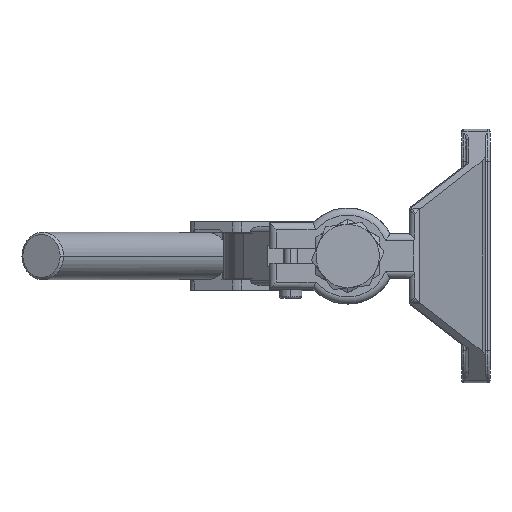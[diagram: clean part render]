
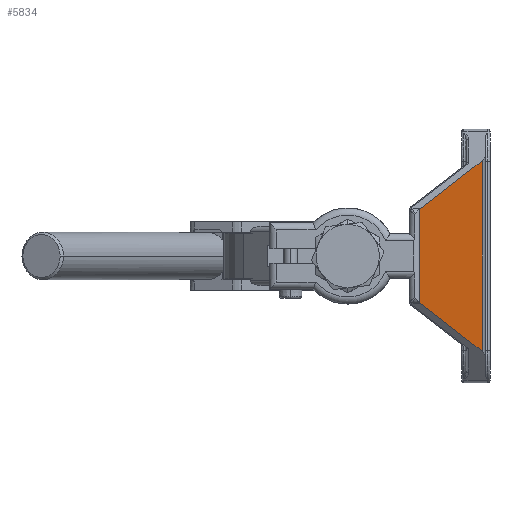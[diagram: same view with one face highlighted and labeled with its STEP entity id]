
A CAD part, left-side view. The second image highlights one B-rep face of the part: STEP entity #5834.
In plain terms, the highlighted planar face has unit normal (-0.5, -0.866, 0).
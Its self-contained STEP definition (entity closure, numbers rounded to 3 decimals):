
#3154 = CARTESIAN_POINT ( 'NONE',  ( -35.247, -61.05, -53.5 ) ) ;
#3159 = PLANE ( 'NONE',  #32756 ) ;
#3162 = DIRECTION ( 'NONE',  ( -0.5, -0.866, 0. ) ) ;
#3163 = DIRECTION ( 'NONE',  ( 0.866, -0.5, 0. ) ) ;
#5834 = ADVANCED_FACE ( 'NONE', ( #34673 ), #3159, .T. ) ;
#9684 = EDGE_LOOP ( 'NONE', ( #9824, #9825, #9826, #9827, #9828, #9829 ) ) ;
#9824 = ORIENTED_EDGE ( 'NONE', *, *, #14355, .T. ) ;
#9825 = ORIENTED_EDGE ( 'NONE', *, *, #14357, .T. ) ;
#9826 = ORIENTED_EDGE ( 'NONE', *, *, #14359, .T. ) ;
#9827 = ORIENTED_EDGE ( 'NONE', *, *, #14361, .T. ) ;
#9828 = ORIENTED_EDGE ( 'NONE', *, *, #14353, .T. ) ;
#9829 = ORIENTED_EDGE ( 'NONE', *, *, #14362, .F. ) ;
#11274 = VERTEX_POINT ( 'NONE', #22318 ) ;
#11275 = VERTEX_POINT ( 'NONE', #22319 ) ;
#11276 = VERTEX_POINT ( 'NONE', #22320 ) ;
#11277 = VERTEX_POINT ( 'NONE', #22321 ) ;
#11284 = VERTEX_POINT ( 'NONE', #22328 ) ;
#11285 = VERTEX_POINT ( 'NONE', #22329 ) ;
#14353 = EDGE_CURVE ( 'NONE', #11274, #11277, #24151, .T. ) ;
#14355 = EDGE_CURVE ( 'NONE', #11275, #11276, #31163, .T. ) ;
#14357 = EDGE_CURVE ( 'NONE', #11276, #11284, #24153, .T. ) ;
#14359 = EDGE_CURVE ( 'NONE', #11284, #11285, #31164, .T. ) ;
#14361 = EDGE_CURVE ( 'NONE', #11285, #11274, #24155, .T. ) ;
#14362 = EDGE_CURVE ( 'NONE', #11275, #11277, #24156, .T. ) ;
#22318 = CARTESIAN_POINT ( 'NONE',  ( -64.5, -44.16, -40.085 ) ) ;
#22319 = CARTESIAN_POINT ( 'NONE',  ( -109.72, -18.052, 19.952 ) ) ;
#22320 = CARTESIAN_POINT ( 'NONE',  ( -110., -17.891, 19.809 ) ) ;
#22321 = CARTESIAN_POINT ( 'NONE',  ( -64.5, -44.16, 40.085 ) ) ;
#22328 = CARTESIAN_POINT ( 'NONE',  ( -110., -17.891, -19.809 ) ) ;
#22329 = CARTESIAN_POINT ( 'NONE',  ( -109.72, -18.052, -19.952 ) ) ;
#24151 = LINE ( 'NONE', #25000, #24152 ) ;
#24152 = VECTOR ( 'NONE', #25002, 1000. ) ;
#24153 = LINE ( 'NONE', #25012, #24154 ) ;
#24154 = VECTOR ( 'NONE', #25013, 1000. ) ;
#24155 = LINE ( 'NONE', #25018, #24157 ) ;
#24156 = LINE ( 'NONE', #25020, #24159 ) ;
#24157 = VECTOR ( 'NONE', #25019, 1000. ) ;
#24159 = VECTOR ( 'NONE', #25021, 1000. ) ;
#25000 = CARTESIAN_POINT ( 'NONE',  ( -64.5, -44.16, -53.5 ) ) ;
#25002 = DIRECTION ( 'NONE',  ( 0., 0., 1. ) ) ;
#25003 = CARTESIAN_POINT ( 'NONE',  ( -109.72, -18.052, 19.952 ) ) ;
#25004 = CARTESIAN_POINT ( 'NONE',  ( -109.816, -17.997, 19.909 ) ) ;
#25008 = CARTESIAN_POINT ( 'NONE',  ( -109.909, -17.943, -19.862 ) ) ;
#25009 = CARTESIAN_POINT ( 'NONE',  ( -110., -17.891, -19.809 ) ) ;
#25010 = CARTESIAN_POINT ( 'NONE',  ( -109.909, -17.943, 19.862 ) ) ;
#25011 = CARTESIAN_POINT ( 'NONE',  ( -110., -17.891, 19.809 ) ) ;
#25012 = CARTESIAN_POINT ( 'NONE',  ( -110., -17.891, -17.211 ) ) ;
#25013 = DIRECTION ( 'NONE',  ( 0., 0., -1. ) ) ;
#25016 = CARTESIAN_POINT ( 'NONE',  ( -109.816, -17.997, -19.909 ) ) ;
#25017 = CARTESIAN_POINT ( 'NONE',  ( -109.72, -18.052, -19.952 ) ) ;
#25018 = CARTESIAN_POINT ( 'NONE',  ( -35.133, -61.115, -53.16 ) ) ;
#25019 = DIRECTION ( 'NONE',  ( 0.808, -0.467, -0.36 ) ) ;
#25020 = CARTESIAN_POINT ( 'NONE',  ( -66.239, -43.157, 39.311 ) ) ;
#25021 = DIRECTION ( 'NONE',  ( 0.808, -0.467, 0.36 ) ) ;
#31163 =( BOUNDED_CURVE ( )  B_SPLINE_CURVE ( 3, ( #25003, #25004, #25010, #25011 ),
 .UNSPECIFIED., .F., .F. ) 
 B_SPLINE_CURVE_WITH_KNOTS ( ( 4, 4 ),
 ( 5.131, 5.236 ),
 .UNSPECIFIED. ) 
 CURVE ( )  GEOMETRIC_REPRESENTATION_ITEM ( )  RATIONAL_B_SPLINE_CURVE ( ( 1., 0.999, 0.999, 1. ) ) 
 REPRESENTATION_ITEM ( '' )  );
#31164 =( BOUNDED_CURVE ( )  B_SPLINE_CURVE ( 3, ( #25009, #25008, #25016, #25017 ),
 .UNSPECIFIED., .F., .F. ) 
 B_SPLINE_CURVE_WITH_KNOTS ( ( 4, 4 ),
 ( 4.189, 4.294 ),
 .UNSPECIFIED. ) 
 CURVE ( )  GEOMETRIC_REPRESENTATION_ITEM ( )  RATIONAL_B_SPLINE_CURVE ( ( 1., 0.999, 0.999, 1. ) ) 
 REPRESENTATION_ITEM ( '' )  );
#32756 = AXIS2_PLACEMENT_3D ( 'NONE', #3154, #3162, #3163 ) ;
#34673 = FACE_OUTER_BOUND ( 'NONE', #9684, .T. ) ;
